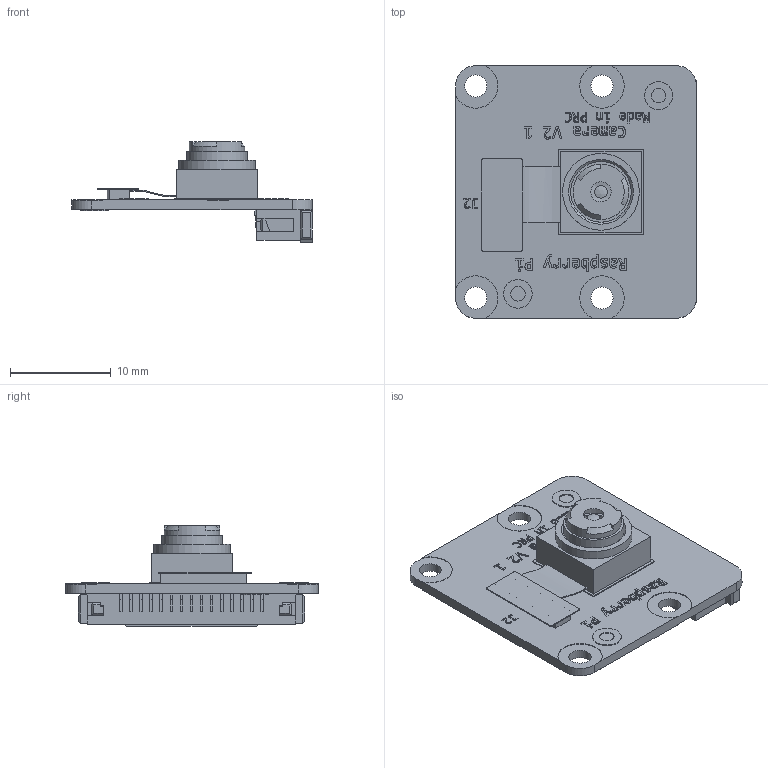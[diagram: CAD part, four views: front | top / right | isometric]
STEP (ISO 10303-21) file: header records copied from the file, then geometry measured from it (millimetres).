
FILE_DESCRIPTION(/* description */ (''),/* implementation_level */ '2;1');
FILE_NAME(/* name */ 'RspCameraMia v3.step',/* time_stamp */ '2021-05-03T16:31:55+02:00',/* author */ (''),/* organization */ (''),/* preprocessor_version */ 'ST-DEVELOPER v18.1',/* originating_system */ 'Autodesk Translation Framework v10.6.0.1341',/* authorisation */ '');
FILE_SCHEMA (('AUTOMOTIVE_DESIGN { 1 0 10303 214 3 1 1 }'));
Length unit declared in the file: millimetre
Products named in the file (3): RspCameraMia; Component24; Component25
Assembly tree (2 placements, depth 2):
  RspCameraMia
    Component24
    Component25
Bounding box: 23.86 x 25 x 9.96 mm (x, y, z)
Volume: 1090.1 mm3; surface area: 2271.1 mm2
Topology: 2 solids, 2 shells, 904 faces, 2516 edges, 1671 vertices
Faces by surface type: plane 660, bspline 193, cylinder 43, cone 6, sphere 2
Full cylindrical faces by diameter (mm): 1.418 x1, 1.42 x1, 1.444 x1, 2.2 x4, 2.769 x1, 2.781 x1, 2.832 x1, 5.5 x2, 5.6 x1, 6 x1, 7.6 x1
Entity records: 31055 total; most frequent: CARTESIAN_POINT 8600, ORIENTED_EDGE 5032, DIRECTION 3658, EDGE_CURVE 2516, LINE 2026, VECTOR 2026, VERTEX_POINT 1671, EDGE_LOOP 1011
